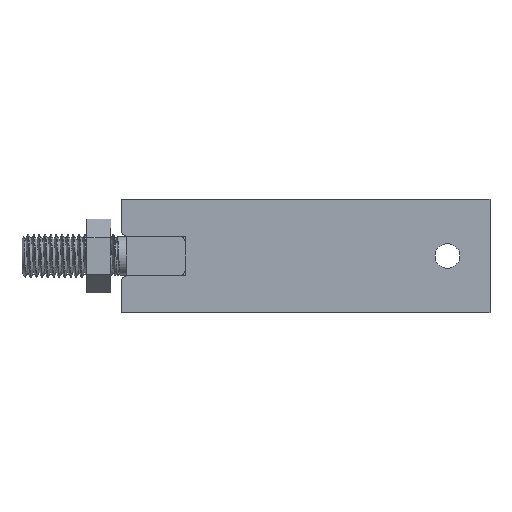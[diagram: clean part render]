
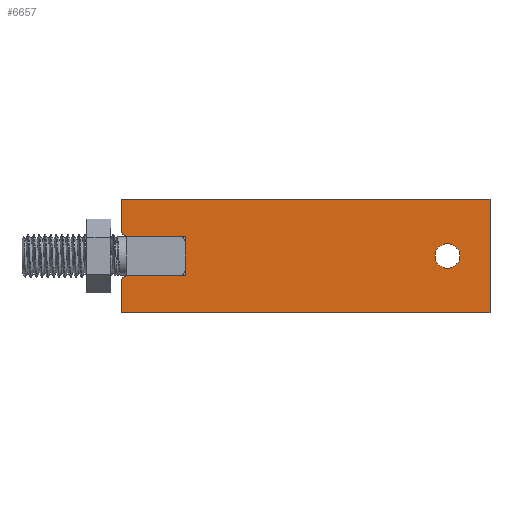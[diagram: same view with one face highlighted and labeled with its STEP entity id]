
A CAD part, front view. The second image highlights one B-rep face of the part: STEP entity #6657.
In plain terms, the highlighted planar face has unit normal (0, -1, 0).
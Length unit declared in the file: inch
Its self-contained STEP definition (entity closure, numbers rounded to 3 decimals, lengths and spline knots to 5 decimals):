
#934 = CARTESIAN_POINT ( 'NONE',  ( -0.75, -0.1875, -0.2185 ) ) ;
#935 = CARTESIAN_POINT ( 'NONE',  ( -0.75, -0.1875, 0.2185 ) ) ;
#938 = CARTESIAN_POINT ( 'NONE',  ( 0., -0.1875, -1. ) ) ;
#939 = CARTESIAN_POINT ( 'NONE',  ( -6.5, -0.1875, -1. ) ) ;
#942 = CARTESIAN_POINT ( 'NONE',  ( -6.5, -0.1875, -0.4475 ) ) ;
#944 = CARTESIAN_POINT ( 'NONE',  ( -6.4, -0.1875, -0.3475 ) ) ;
#946 = CARTESIAN_POINT ( 'NONE',  ( -5.475, -0.1875, -0.3475 ) ) ;
#948 = CARTESIAN_POINT ( 'NONE',  ( -5.375, -0.1875, -0.2475 ) ) ;
#950 = CARTESIAN_POINT ( 'NONE',  ( -5.375, -0.1875, 0.2475 ) ) ;
#952 = CARTESIAN_POINT ( 'NONE',  ( -5.475, -0.1875, 0.3475 ) ) ;
#954 = CARTESIAN_POINT ( 'NONE',  ( -6.4, -0.1875, 0.3475 ) ) ;
#956 = CARTESIAN_POINT ( 'NONE',  ( -6.5, -0.1875, 0.4475 ) ) ;
#958 = CARTESIAN_POINT ( 'NONE',  ( -6.5, -0.1875, 1. ) ) ;
#961 = CARTESIAN_POINT ( 'NONE',  ( 0., -0.1875, 1. ) ) ;
#962 = CARTESIAN_POINT ( 'NONE',  ( 0., -0.1875, -1. ) ) ;
#963 = DIRECTION ( 'NONE',  ( -1., 0., 0. ) ) ;
#2244 = AXIS2_PLACEMENT_3D ( 'NONE', #6520, #6518, #6517 ) ;
#2307 = AXIS2_PLACEMENT_3D ( 'NONE', #5819, #5809, #5808 ) ;
#2348 = AXIS2_PLACEMENT_3D ( 'NONE', #7289, #7290, #7291 ) ;
#2350 = AXIS2_PLACEMENT_3D ( 'NONE', #7303, #7304, #7305 ) ;
#2352 = AXIS2_PLACEMENT_3D ( 'NONE', #7317, #7318, #7319 ) ;
#2354 = AXIS2_PLACEMENT_3D ( 'NONE', #7330, #7331, #7332 ) ;
#2358 = AXIS2_PLACEMENT_3D ( 'NONE', #7346, #7347, #7348 ) ;
#4006 = EDGE_CURVE ( 'NONE', #8433, #8434, #7947, .T. ) ;
#4270 = FACE_BOUND ( 'NONE', #8045, .T. ) ;
#4272 = FACE_OUTER_BOUND ( 'NONE', #8042, .T. ) ;
#5375 = ORIENTED_EDGE ( 'NONE', *, *, #8191, .F. ) ;
#5376 = ORIENTED_EDGE ( 'NONE', *, *, #8194, .F. ) ;
#5382 = ORIENTED_EDGE ( 'NONE', *, *, #8197, .F. ) ;
#5392 = ORIENTED_EDGE ( 'NONE', *, *, #8200, .F. ) ;
#5393 = ORIENTED_EDGE ( 'NONE', *, *, #8203, .F. ) ;
#5394 = ORIENTED_EDGE ( 'NONE', *, *, #8459, .F. ) ;
#5400 = ORIENTED_EDGE ( 'NONE', *, *, #4006, .T. ) ;
#5408 = ORIENTED_EDGE ( 'NONE', *, *, #8202, .T. ) ;
#5412 = ORIENTED_EDGE ( 'NONE', *, *, #8179, .F. ) ;
#5472 = ORIENTED_EDGE ( 'NONE', *, *, #8176, .F. ) ;
#5478 = ORIENTED_EDGE ( 'NONE', *, *, #8185, .F. ) ;
#5500 = ORIENTED_EDGE ( 'NONE', *, *, #8173, .F. ) ;
#5532 = ORIENTED_EDGE ( 'NONE', *, *, #8182, .F. ) ;
#5567 = ORIENTED_EDGE ( 'NONE', *, *, #8188, .F. ) ;
#5589 = LINE ( 'NONE', #7261, #7622 ) ;
#5808 = DIRECTION ( 'NONE',  ( 0., 0., 1. ) ) ;
#5809 = DIRECTION ( 'NONE',  ( 0., 1., 0. ) ) ;
#5810 = PLANE ( 'NONE',  #2307 ) ;
#5819 = CARTESIAN_POINT ( 'NONE',  ( -6.4, -0.1875, -0.4475 ) ) ;
#6517 = DIRECTION ( 'NONE',  ( 0., 0., 1. ) ) ;
#6518 = DIRECTION ( 'NONE',  ( 0., 1., 0. ) ) ;
#6520 = CARTESIAN_POINT ( 'NONE',  ( -0.75, -0.1875, 0. ) ) ;
#6657 = ADVANCED_FACE ( 'NONE', ( #4270, #4272 ), #5810, .F. ) ;
#7261 = CARTESIAN_POINT ( 'NONE',  ( -6.5, -0.1875, -1. ) ) ;
#7282 = DIRECTION ( 'NONE',  ( 0., 0., 1. ) ) ;
#7286 = CARTESIAN_POINT ( 'NONE',  ( -6.4, -0.1875, -0.3475 ) ) ;
#7289 = CARTESIAN_POINT ( 'NONE',  ( -6.4, -0.1875, -0.4475 ) ) ;
#7290 = DIRECTION ( 'NONE',  ( 0., 1., 0. ) ) ;
#7291 = DIRECTION ( 'NONE',  ( 0., 0., 1. ) ) ;
#7297 = DIRECTION ( 'NONE',  ( 1., 0., 0. ) ) ;
#7300 = CARTESIAN_POINT ( 'NONE',  ( -5.375, -0.1875, -0.2475 ) ) ;
#7303 = CARTESIAN_POINT ( 'NONE',  ( -5.475, -0.1875, -0.2475 ) ) ;
#7304 = DIRECTION ( 'NONE',  ( 0., -1., 0. ) ) ;
#7305 = DIRECTION ( 'NONE',  ( 0., 0., -1. ) ) ;
#7311 = DIRECTION ( 'NONE',  ( 0., 0., 1. ) ) ;
#7314 = CARTESIAN_POINT ( 'NONE',  ( -5.475, -0.1875, 0.3475 ) ) ;
#7317 = CARTESIAN_POINT ( 'NONE',  ( -5.475, -0.1875, 0.2475 ) ) ;
#7318 = DIRECTION ( 'NONE',  ( 0., -1., 0. ) ) ;
#7319 = DIRECTION ( 'NONE',  ( 0., 0., -1. ) ) ;
#7324 = DIRECTION ( 'NONE',  ( -1., 0., 0. ) ) ;
#7327 = CARTESIAN_POINT ( 'NONE',  ( -6.5, -0.1875, 0.4475 ) ) ;
#7330 = CARTESIAN_POINT ( 'NONE',  ( -6.4, -0.1875, 0.4475 ) ) ;
#7331 = DIRECTION ( 'NONE',  ( 0., 1., 0. ) ) ;
#7332 = DIRECTION ( 'NONE',  ( 0., 0., 1. ) ) ;
#7338 = DIRECTION ( 'NONE',  ( 0., 0., 1. ) ) ;
#7341 = CARTESIAN_POINT ( 'NONE',  ( -6.5, -0.1875, 1. ) ) ;
#7343 = DIRECTION ( 'NONE',  ( 1., 0., 0. ) ) ;
#7346 = CARTESIAN_POINT ( 'NONE',  ( -0.75, -0.1875, 0. ) ) ;
#7347 = DIRECTION ( 'NONE',  ( 0., 1., 0. ) ) ;
#7348 = DIRECTION ( 'NONE',  ( 0., 0., 1. ) ) ;
#7349 = CARTESIAN_POINT ( 'NONE',  ( 0., -0.1875, 1. ) ) ;
#7350 = DIRECTION ( 'NONE',  ( 0., 0., -1. ) ) ;
#7622 = VECTOR ( 'NONE', #7282, 39.37008 ) ;
#7629 = LINE ( 'NONE', #7286, #7633 ) ;
#7630 = CIRCLE ( 'NONE', #2348, 0.1 ) ;
#7633 = VECTOR ( 'NONE', #7297, 39.37008 ) ;
#7639 = LINE ( 'NONE', #7300, #7643 ) ;
#7640 = CIRCLE ( 'NONE', #2350, 0.1 ) ;
#7643 = VECTOR ( 'NONE', #7311, 39.37008 ) ;
#7648 = LINE ( 'NONE', #7314, #7652 ) ;
#7649 = CIRCLE ( 'NONE', #2352, 0.1 ) ;
#7652 = VECTOR ( 'NONE', #7324, 39.37008 ) ;
#7658 = LINE ( 'NONE', #7341, #7669 ) ;
#7660 = LINE ( 'NONE', #7327, #7664 ) ;
#7661 = CIRCLE ( 'NONE', #2354, 0.1 ) ;
#7664 = VECTOR ( 'NONE', #7338, 39.37008 ) ;
#7668 = VECTOR ( 'NONE', #7350, 39.37008 ) ;
#7669 = VECTOR ( 'NONE', #7343, 39.37008 ) ;
#7670 = LINE ( 'NONE', #7349, #7668 ) ;
#7674 = CIRCLE ( 'NONE', #2358, 0.2185 ) ;
#7781 = LINE ( 'NONE', #962, #7790 ) ;
#7790 = VECTOR ( 'NONE', #963, 39.37008 ) ;
#7947 = CIRCLE ( 'NONE', #2244, 0.2185 ) ;
#8042 = EDGE_LOOP ( 'NONE', ( #5394, #5393, #5392, #5382, #5376, #5375, #5567, #5478, #5532, #5412, #5472, #5500 ) ) ;
#8045 = EDGE_LOOP ( 'NONE', ( #5408, #5400 ) ) ;
#8173 = EDGE_CURVE ( 'NONE', #8438, #8441, #5589, .T. ) ;
#8176 = EDGE_CURVE ( 'NONE', #8441, #8443, #7630, .T. ) ;
#8179 = EDGE_CURVE ( 'NONE', #8443, #8445, #7629, .T. ) ;
#8182 = EDGE_CURVE ( 'NONE', #8445, #8447, #7640, .T. ) ;
#8185 = EDGE_CURVE ( 'NONE', #8447, #8449, #7639, .T. ) ;
#8188 = EDGE_CURVE ( 'NONE', #8449, #8451, #7649, .T. ) ;
#8191 = EDGE_CURVE ( 'NONE', #8451, #8453, #7648, .T. ) ;
#8194 = EDGE_CURVE ( 'NONE', #8453, #8455, #7661, .T. ) ;
#8197 = EDGE_CURVE ( 'NONE', #8455, #8457, #7660, .T. ) ;
#8200 = EDGE_CURVE ( 'NONE', #8457, #8460, #7658, .T. ) ;
#8202 = EDGE_CURVE ( 'NONE', #8434, #8433, #7674, .T. ) ;
#8203 = EDGE_CURVE ( 'NONE', #8460, #8437, #7670, .T. ) ;
#8433 = VERTEX_POINT ( 'NONE', #934 ) ;
#8434 = VERTEX_POINT ( 'NONE', #935 ) ;
#8437 = VERTEX_POINT ( 'NONE', #938 ) ;
#8438 = VERTEX_POINT ( 'NONE', #939 ) ;
#8441 = VERTEX_POINT ( 'NONE', #942 ) ;
#8443 = VERTEX_POINT ( 'NONE', #944 ) ;
#8445 = VERTEX_POINT ( 'NONE', #946 ) ;
#8447 = VERTEX_POINT ( 'NONE', #948 ) ;
#8449 = VERTEX_POINT ( 'NONE', #950 ) ;
#8451 = VERTEX_POINT ( 'NONE', #952 ) ;
#8453 = VERTEX_POINT ( 'NONE', #954 ) ;
#8455 = VERTEX_POINT ( 'NONE', #956 ) ;
#8457 = VERTEX_POINT ( 'NONE', #958 ) ;
#8459 = EDGE_CURVE ( 'NONE', #8437, #8438, #7781, .T. ) ;
#8460 = VERTEX_POINT ( 'NONE', #961 ) ;
